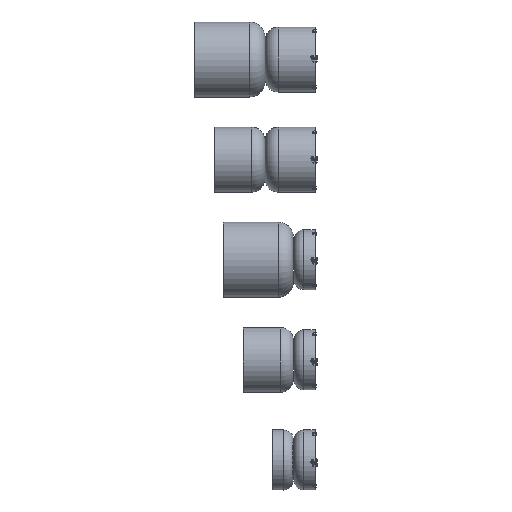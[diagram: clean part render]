
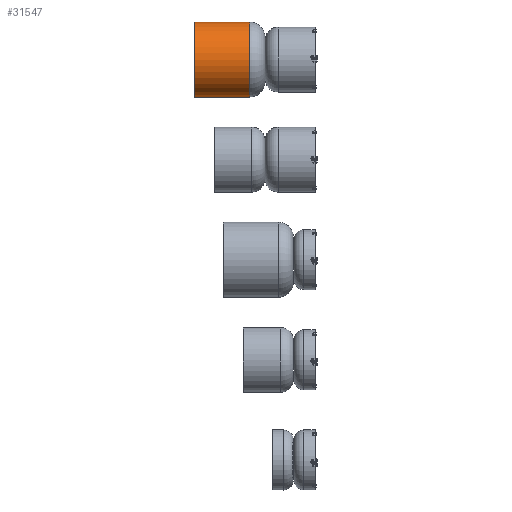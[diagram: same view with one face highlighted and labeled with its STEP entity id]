
A CAD part, left-side view. The second image highlights one B-rep face of the part: STEP entity #31547.
In plain terms, the highlighted cylindrical face has radius 190.5 mm (diameter 381 mm), a partial arc.
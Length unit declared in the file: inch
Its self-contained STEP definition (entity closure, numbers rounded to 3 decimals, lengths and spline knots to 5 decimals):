
#9040 = CARTESIAN_POINT ( 'NONE',  ( 0.00429, 15.7314, 87.5 ) ) ;
#17826 = CARTESIAN_POINT ( 'NONE',  ( 0.00429, 15.7314, 80. ) ) ;
#22909 = ORIENTED_EDGE ( 'NONE', *, *, #77903, .T. ) ;
#29992 = AXIS2_PLACEMENT_3D ( 'NONE', #228512, #211628, #136767 ) ;
#31547 = ADVANCED_FACE ( 'NONE', ( #193543 ), #121046, .T. ) ;
#42159 = ORIENTED_EDGE ( 'NONE', *, *, #229245, .F. ) ;
#46268 = CARTESIAN_POINT ( 'NONE',  ( 0.00429, 4.7314, 72.5 ) ) ;
#50211 = VERTEX_POINT ( 'NONE', #46268 ) ;
#50620 = EDGE_LOOP ( 'NONE', ( #22909, #154258, #97140, #42159 ) ) ;
#52979 = CARTESIAN_POINT ( 'NONE',  ( 0.00429, 15.7314, 72.5 ) ) ;
#74318 = DIRECTION ( 'NONE',  ( 0., 0., -1. ) ) ;
#77595 = AXIS2_PLACEMENT_3D ( 'NONE', #17826, #147815, #126233 ) ;
#77903 = EDGE_CURVE ( 'NONE', #50211, #108270, #223022, .T. ) ;
#97140 = ORIENTED_EDGE ( 'NONE', *, *, #229693, .F. ) ;
#99273 = EDGE_CURVE ( 'NONE', #108270, #184724, #118611, .T. ) ;
#101788 = DIRECTION ( 'NONE',  ( 0., 1., 0. ) ) ;
#108270 = VERTEX_POINT ( 'NONE', #124040 ) ;
#118611 = LINE ( 'NONE', #9040, #196857 ) ;
#121046 = CYLINDRICAL_SURFACE ( 'NONE', #29992, 7.5 ) ;
#124040 = CARTESIAN_POINT ( 'NONE',  ( 0.00429, 4.7314, 87.5 ) ) ;
#126233 = DIRECTION ( 'NONE',  ( 0., 0., -1. ) ) ;
#136767 = DIRECTION ( 'NONE',  ( 0., 0., -1. ) ) ;
#145412 = CARTESIAN_POINT ( 'NONE',  ( 0.00429, 4.7314, 80. ) ) ;
#146938 = VERTEX_POINT ( 'NONE', #211283 ) ;
#147815 = DIRECTION ( 'NONE',  ( 0., 1., 0. ) ) ;
#150718 = CIRCLE ( 'NONE', #77595, 7.5 ) ;
#154258 = ORIENTED_EDGE ( 'NONE', *, *, #99273, .T. ) ;
#169024 = AXIS2_PLACEMENT_3D ( 'NONE', #145412, #219099, #74318 ) ;
#184724 = VERTEX_POINT ( 'NONE', #201112 ) ;
#193543 = FACE_OUTER_BOUND ( 'NONE', #50620, .T. ) ;
#196857 = VECTOR ( 'NONE', #101788, 39.37008 ) ;
#201112 = CARTESIAN_POINT ( 'NONE',  ( 0.00429, 15.7314, 87.5 ) ) ;
#211283 = CARTESIAN_POINT ( 'NONE',  ( 0.00429, 15.7314, 72.5 ) ) ;
#211628 = DIRECTION ( 'NONE',  ( 0., 1., 0. ) ) ;
#214696 = DIRECTION ( 'NONE',  ( 0., 1., 0. ) ) ;
#216616 = VECTOR ( 'NONE', #214696, 39.37008 ) ;
#218227 = LINE ( 'NONE', #52979, #216616 ) ;
#219099 = DIRECTION ( 'NONE',  ( 0., 1., 0. ) ) ;
#223022 = CIRCLE ( 'NONE', #169024, 7.5 ) ;
#228512 = CARTESIAN_POINT ( 'NONE',  ( 0.00429, 15.7314, 80. ) ) ;
#229245 = EDGE_CURVE ( 'NONE', #50211, #146938, #218227, .T. ) ;
#229693 = EDGE_CURVE ( 'NONE', #146938, #184724, #150718, .T. ) ;
